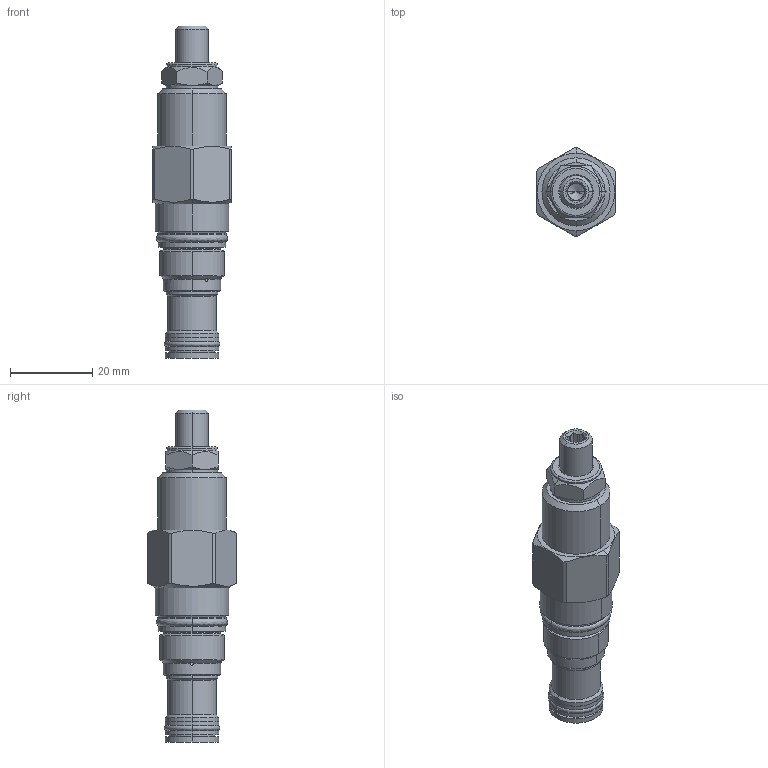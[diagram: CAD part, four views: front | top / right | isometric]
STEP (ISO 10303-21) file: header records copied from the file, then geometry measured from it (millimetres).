
FILE_DESCRIPTION((''),'2;1');
FILE_NAME('RQCB-LAN_PRT','2017-01-04T',('Administrator'),(''),'PRO/ENGINEER BY PARAMETRIC TECHNOLOGY CORPORATION, 2006240','PRO/ENGINEER BY PARAMETRIC TECHNOLOGY CORPORATION, 2006240','');
FILE_SCHEMA(('CONFIG_CONTROL_DESIGN'));
Length unit declared in the file: inch
Products named in the file (1): RQCB-LAN_PRT
Bounding box: 19.05 x 21.54 x 80.82 mm (x, y, z)
Volume: 14861.4 mm3; surface area: 5404.3 mm2
Topology: 3 solids, 4 shells, 164 faces, 377 edges, 229 vertices
Faces by surface type: cylinder 59, plane 47, cone 32, torus 18, revolution 8
Entity records: 5653 total; most frequent: CARTESIAN_POINT 1905, DIRECTION 800, ORIENTED_EDGE 750, EDGE_CURVE 375, AXIS2_PLACEMENT_3D 331, VERTEX_POINT 229, EDGE_LOOP 180, CIRCLE 175
